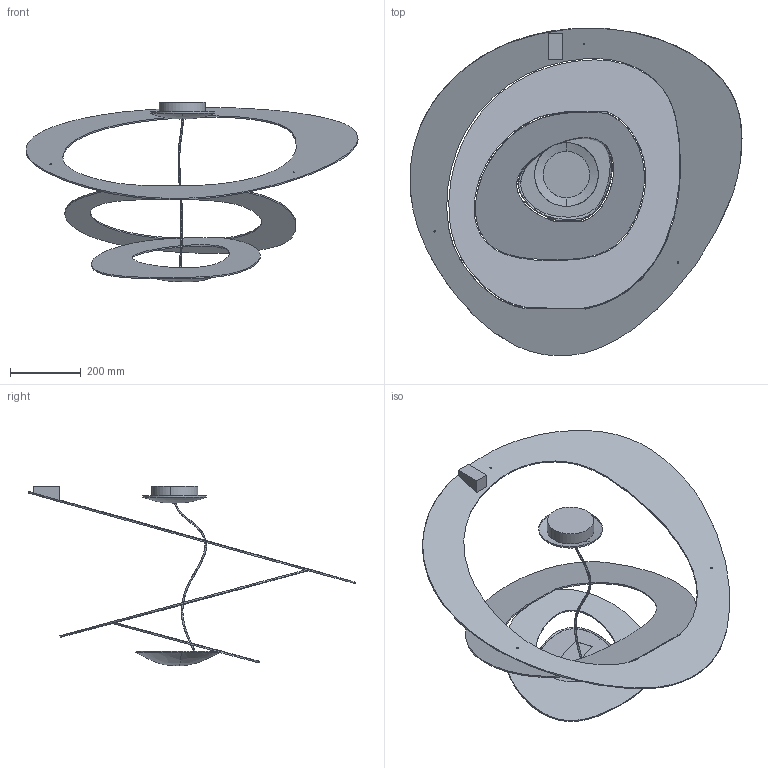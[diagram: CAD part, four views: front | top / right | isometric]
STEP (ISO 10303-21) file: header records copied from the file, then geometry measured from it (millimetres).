
FILE_DESCRIPTION(/* description */ (''),/* implementation_level */ '2;1');
FILE_NAME(/* name */ 'Pirce_Soffitto_3D RID',/* time_stamp */ '2012-02-03T14:36:02+01:00',/* author */ (''),/* organization */ (''),/* preprocessor_version */ 'ST-DEVELOPER v10',/* originating_system */ '',/* authorisation */ '');
FILE_SCHEMA (('CONFIG_CONTROL_DESIGN'));
Length unit declared in the file: millimetre
Products named in the file (1): 1
Bounding box: 937.68 x 924.2 x 508.05 mm (x, y, z)
Volume: 576523.5 mm3; surface area: 1550880.6 mm2
Topology: 3 solids, 56 shells, 201 faces, 707 edges, 517 vertices
Faces by surface type: bspline 148, plane 53
Entity records: 12377 total; most frequent: CARTESIAN_POINT 8803, ORIENTED_EDGE 1041, EDGE_CURVE 697, VERTEX_POINT 514, B_SPLINE_CURVE_WITH_KNOTS 284, EDGE_LOOP 218, ADVANCED_FACE 200, FACE_OUTER_BOUND 200
